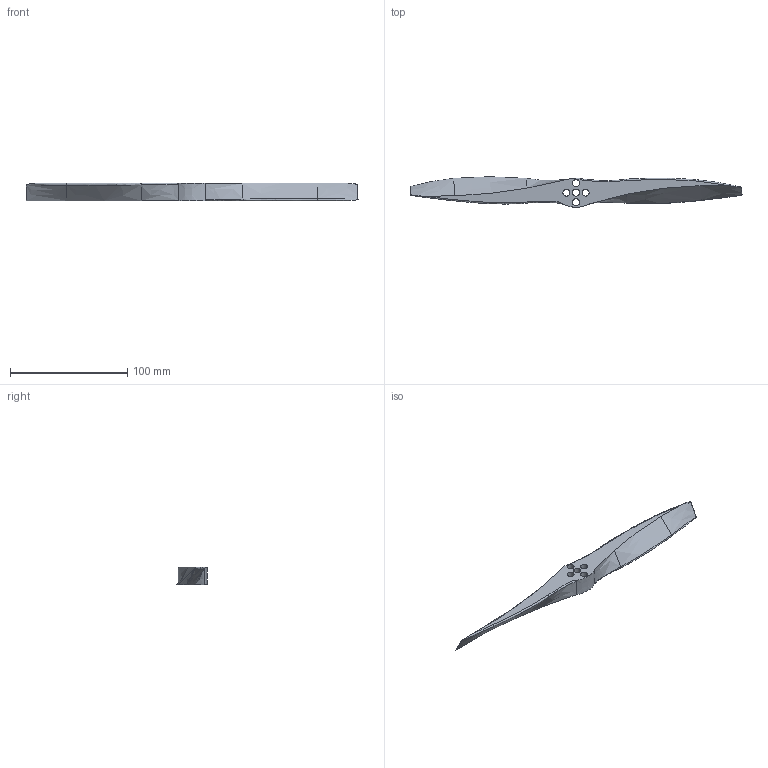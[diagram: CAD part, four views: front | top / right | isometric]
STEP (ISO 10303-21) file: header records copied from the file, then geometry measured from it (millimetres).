
FILE_DESCRIPTION((''),'2;1');
FILE_NAME('HELICE','2013-03-18T',('Ricardo D'),(''),'PRO/ENGINEER BY PARAMETRIC TECHNOLOGY CORPORATION, 2011370','PRO/ENGINEER BY PARAMETRIC TECHNOLOGY CORPORATION, 2011370','');
FILE_SCHEMA(('CONFIG_CONTROL_DESIGN'));
Length unit declared in the file: millimetre
Products named in the file (1): HELICE
Bounding box: 283.44 x 25.98 x 15 mm (x, y, z)
Volume: 42814.9 mm3; surface area: 16940.1 mm2
Topology: 1 solids, 1 shells, 41 faces, 112 edges, 73 vertices
Faces by surface type: bspline 29, cylinder 10, plane 2
Entity records: 2782 total; most frequent: CARTESIAN_POINT 1865, ORIENTED_EDGE 224, EDGE_CURVE 112, DIRECTION 107, VERTEX_POINT 73, B_SPLINE_CURVE_WITH_KNOTS 55, EDGE_LOOP 51, FACE_OUTER_BOUND 41
